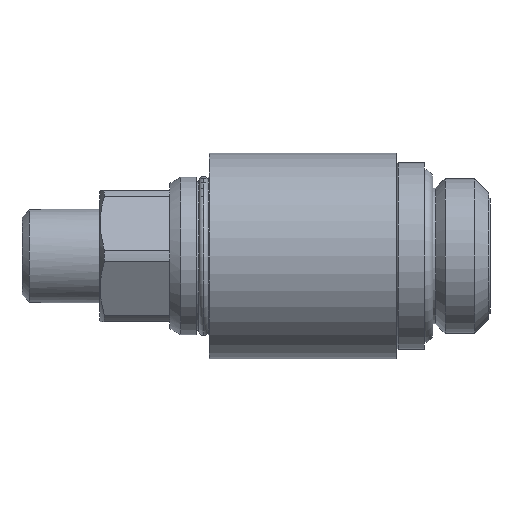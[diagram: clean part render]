
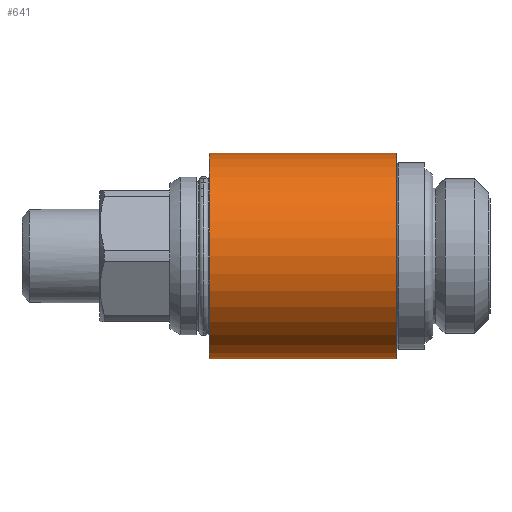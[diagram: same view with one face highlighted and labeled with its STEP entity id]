
A CAD part, left-side view. The second image highlights one B-rep face of the part: STEP entity #641.
In plain terms, the highlighted cylindrical face has radius 11 mm (diameter 22 mm), a partial arc.
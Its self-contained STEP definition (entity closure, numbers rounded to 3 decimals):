
#160 = VERTEX_POINT ( 'NONE', #1295 ) ;
#161 = EDGE_CURVE ( 'NONE', #160, #165, #1294, .T. ) ;
#162 = VERTEX_POINT ( 'NONE', #1290 ) ;
#165 = VERTEX_POINT ( 'NONE', #1463 ) ;
#285 = EDGE_CURVE ( 'NONE', #162, #326, #2179, .T. ) ;
#326 = VERTEX_POINT ( 'NONE', #2300 ) ;
#513 = ORIENTED_EDGE ( 'NONE', *, *, #515, .T. ) ;
#515 = EDGE_CURVE ( 'NONE', #162, #160, #2712, .T. ) ;
#575 = EDGE_CURVE ( 'NONE', #165, #326, #2855, .T. ) ;
#624 = EDGE_LOOP ( 'NONE', ( #653, #513, #654, #663 ) ) ;
#641 = ADVANCED_FACE ( 'NONE', ( #3362 ), #3359, .T. ) ;
#653 = ORIENTED_EDGE ( 'NONE', *, *, #285, .F. ) ;
#654 = ORIENTED_EDGE ( 'NONE', *, *, #161, .T. ) ;
#663 = ORIENTED_EDGE ( 'NONE', *, *, #575, .T. ) ;
#1290 = CARTESIAN_POINT ( 'NONE',  ( 0., 10.3, -11. ) ) ;
#1291 = DIRECTION ( 'NONE',  ( 0., 1., 0. ) ) ;
#1292 = VECTOR ( 'NONE', #1291, 1000. ) ;
#1293 = CARTESIAN_POINT ( 'NONE',  ( 0., 33.886, 11. ) ) ;
#1294 = LINE ( 'NONE', #1293, #1292 ) ;
#1295 = CARTESIAN_POINT ( 'NONE',  ( 0., 10.3, 11. ) ) ;
#1463 = CARTESIAN_POINT ( 'NONE',  ( 0., 30.3, 11. ) ) ;
#2179 = LINE ( 'NONE', #2239, #2238 ) ;
#2237 = DIRECTION ( 'NONE',  ( 0., 1., 0. ) ) ;
#2238 = VECTOR ( 'NONE', #2237, 1000. ) ;
#2239 = CARTESIAN_POINT ( 'NONE',  ( 0., 33.886, -11. ) ) ;
#2300 = CARTESIAN_POINT ( 'NONE',  ( 0., 30.3, -11. ) ) ;
#2697 = DIRECTION ( 'NONE',  ( 0., 0., 1. ) ) ;
#2703 = DIRECTION ( 'NONE',  ( 0., 1., 0. ) ) ;
#2711 = AXIS2_PLACEMENT_3D ( 'NONE', #2713, #2703, #2697 ) ;
#2712 = CIRCLE ( 'NONE', #2711, 11. ) ;
#2713 = CARTESIAN_POINT ( 'NONE',  ( 0., 10.3, 0. ) ) ;
#2855 = CIRCLE ( 'NONE', #2862, 11. ) ;
#2859 = DIRECTION ( 'NONE',  ( 0., 0., -1. ) ) ;
#2860 = DIRECTION ( 'NONE',  ( 0., -1., 0. ) ) ;
#2861 = CARTESIAN_POINT ( 'NONE',  ( 0., 30.3, 0. ) ) ;
#2862 = AXIS2_PLACEMENT_3D ( 'NONE', #2861, #2860, #2859 ) ;
#3358 = CARTESIAN_POINT ( 'NONE',  ( 0., 33.886, 0. ) ) ;
#3359 = CYLINDRICAL_SURFACE ( 'NONE', #3378, 11. ) ;
#3362 = FACE_OUTER_BOUND ( 'NONE', #624, .T. ) ;
#3376 = DIRECTION ( 'NONE',  ( 0., 0., 1. ) ) ;
#3377 = DIRECTION ( 'NONE',  ( 0., 1., 0. ) ) ;
#3378 = AXIS2_PLACEMENT_3D ( 'NONE', #3358, #3377, #3376 ) ;
